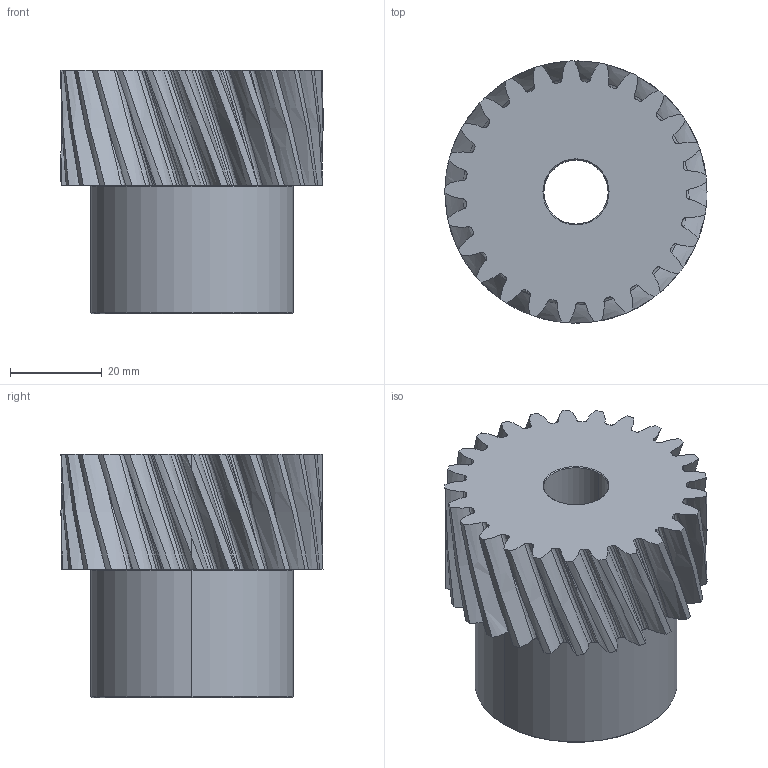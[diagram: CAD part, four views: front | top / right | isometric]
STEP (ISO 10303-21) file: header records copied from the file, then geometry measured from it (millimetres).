
FILE_DESCRIPTION(('STEP AP214'),'1');
FILE_NAME('127-020-025.stp','2017-08-10T04:47:12',('TraceParts'),('TraceParts S.A.'),'Spatial InterOp 3D',' ',' ');
FILE_SCHEMA(('automotive_design'));
Length unit declared in the file: millimetre
Products named in the file (1): 127-020-025
Bounding box: 57.05 x 57.05 x 53 mm (x, y, z)
Volume: 89023.4 mm3; surface area: 18443.2 mm2
Topology: 1 solids, 1 shells, 168 faces, 487 edges, 322 vertices
Faces by surface type: bspline 125, cylinder 32, cone 6, plane 3, torus 2
Entity records: 15752 total; most frequent: CARTESIAN_POINT 11046, ORIENTED_EDGE 974, EDGE_CURVE 487, DIRECTION 389, VERTEX_POINT 322, B_SPLINE_CURVE_WITH_KNOTS 200, AXIS2_PLACEMENT_3D 188, EDGE_LOOP 171
